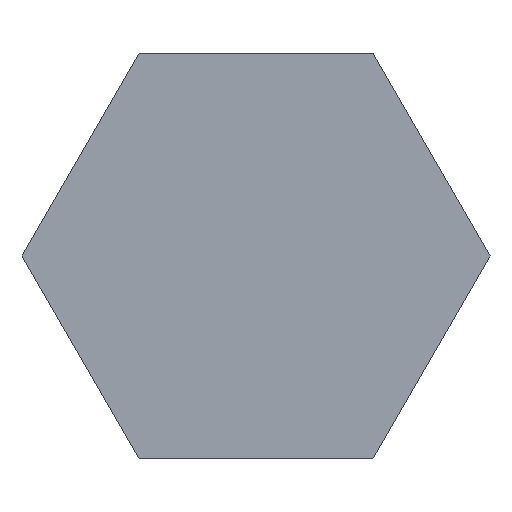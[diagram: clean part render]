
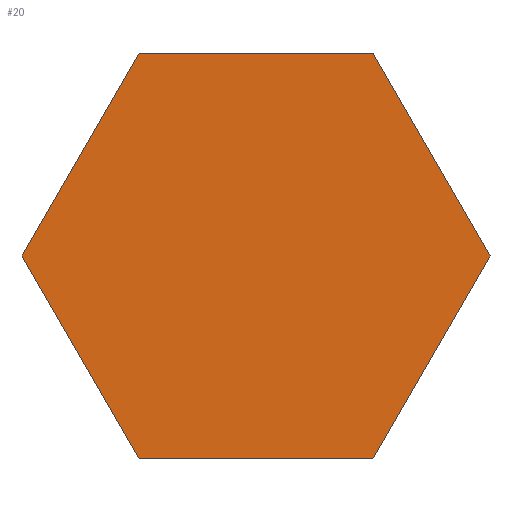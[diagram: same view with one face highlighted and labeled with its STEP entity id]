
A CAD part, front view. The second image highlights one B-rep face of the part: STEP entity #20.
In plain terms, the highlighted planar face has unit normal (0, -1, 0).
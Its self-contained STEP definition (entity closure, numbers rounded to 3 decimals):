
#2 = CARTESIAN_POINT ( 'NONE',  ( 0., 0., 0. ) ) ;
#7 = ORIENTED_EDGE ( 'NONE', *, *, #150, .F. ) ;
#14 = VECTOR ( 'NONE', #198, 1000. ) ;
#20 = ADVANCED_FACE ( 'NONE', ( #240 ), #500, .F. ) ;
#25 = EDGE_CURVE ( 'NONE', #476, #205, #341, .T. ) ;
#31 = EDGE_CURVE ( 'NONE', #55, #248, #354, .T. ) ;
#46 = DIRECTION ( 'NONE',  ( 0., 0., 1. ) ) ;
#55 = VERTEX_POINT ( 'NONE', #277 ) ;
#65 = ORIENTED_EDGE ( 'NONE', *, *, #170, .F. ) ;
#71 = ORIENTED_EDGE ( 'NONE', *, *, #468, .F. ) ;
#85 = EDGE_CURVE ( 'NONE', #408, #459, #321, .T. ) ;
#99 = CARTESIAN_POINT ( 'NONE',  ( 5.774, 0., 0. ) ) ;
#109 = VECTOR ( 'NONE', #306, 1000. ) ;
#119 = VECTOR ( 'NONE', #253, 1000. ) ;
#122 = ORIENTED_EDGE ( 'NONE', *, *, #85, .F. ) ;
#147 = CARTESIAN_POINT ( 'NONE',  ( -2.887, 0., 5. ) ) ;
#150 = EDGE_CURVE ( 'NONE', #248, #408, #504, .T. ) ;
#170 = EDGE_CURVE ( 'NONE', #459, #476, #282, .T. ) ;
#198 = DIRECTION ( 'NONE',  ( 0.5, 0., -0.866 ) ) ;
#205 = VERTEX_POINT ( 'NONE', #473 ) ;
#211 = CARTESIAN_POINT ( 'NONE',  ( -2.887, 0., -5. ) ) ;
#218 = AXIS2_PLACEMENT_3D ( 'NONE', #2, #288, #46 ) ;
#240 = FACE_OUTER_BOUND ( 'NONE', #316, .T. ) ;
#248 = VERTEX_POINT ( 'NONE', #333 ) ;
#253 = DIRECTION ( 'NONE',  ( -1., 0., 0. ) ) ;
#277 = CARTESIAN_POINT ( 'NONE',  ( 2.887, 0., -5. ) ) ;
#282 = LINE ( 'NONE', #290, #469 ) ;
#288 = DIRECTION ( 'NONE',  ( 0., 1., 0. ) ) ;
#290 = CARTESIAN_POINT ( 'NONE',  ( -2.887, 0., 5. ) ) ;
#303 = VECTOR ( 'NONE', #401, 1000. ) ;
#306 = DIRECTION ( 'NONE',  ( 0.5, 0., 0.866 ) ) ;
#316 = EDGE_LOOP ( 'NONE', ( #347, #65, #122, #7, #463, #71 ) ) ;
#321 = LINE ( 'NONE', #512, #109 ) ;
#333 = CARTESIAN_POINT ( 'NONE',  ( -2.887, 0., -5. ) ) ;
#339 = CARTESIAN_POINT ( 'NONE',  ( 2.887, 0., -5. ) ) ;
#341 = LINE ( 'NONE', #353, #14 ) ;
#347 = ORIENTED_EDGE ( 'NONE', *, *, #25, .F. ) ;
#349 = DIRECTION ( 'NONE',  ( -0.5, 0., 0.866 ) ) ;
#353 = CARTESIAN_POINT ( 'NONE',  ( 2.887, 0., 5. ) ) ;
#354 = LINE ( 'NONE', #339, #119 ) ;
#401 = DIRECTION ( 'NONE',  ( -0.5, 0., -0.866 ) ) ;
#402 = DIRECTION ( 'NONE',  ( 1., 0., 0. ) ) ;
#408 = VERTEX_POINT ( 'NONE', #494 ) ;
#424 = LINE ( 'NONE', #99, #303 ) ;
#438 = CARTESIAN_POINT ( 'NONE',  ( 2.887, 0., 5. ) ) ;
#459 = VERTEX_POINT ( 'NONE', #147 ) ;
#463 = ORIENTED_EDGE ( 'NONE', *, *, #31, .F. ) ;
#468 = EDGE_CURVE ( 'NONE', #205, #55, #424, .T. ) ;
#469 = VECTOR ( 'NONE', #402, 1000. ) ;
#473 = CARTESIAN_POINT ( 'NONE',  ( 5.774, 0., 0. ) ) ;
#476 = VERTEX_POINT ( 'NONE', #438 ) ;
#494 = CARTESIAN_POINT ( 'NONE',  ( -5.774, 0., 0. ) ) ;
#496 = VECTOR ( 'NONE', #349, 1000. ) ;
#500 = PLANE ( 'NONE',  #218 ) ;
#504 = LINE ( 'NONE', #211, #496 ) ;
#512 = CARTESIAN_POINT ( 'NONE',  ( -5.774, 0., 0. ) ) ;
